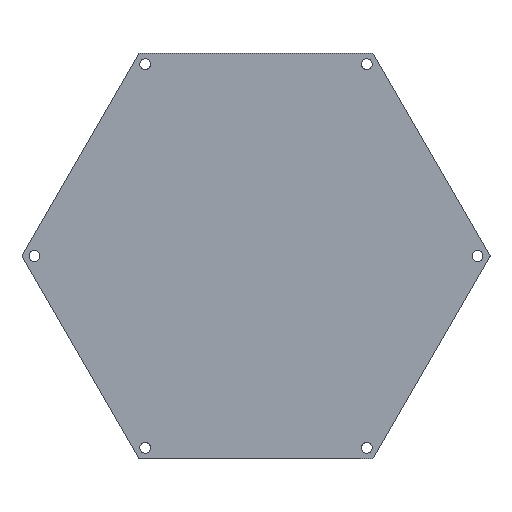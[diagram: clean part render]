
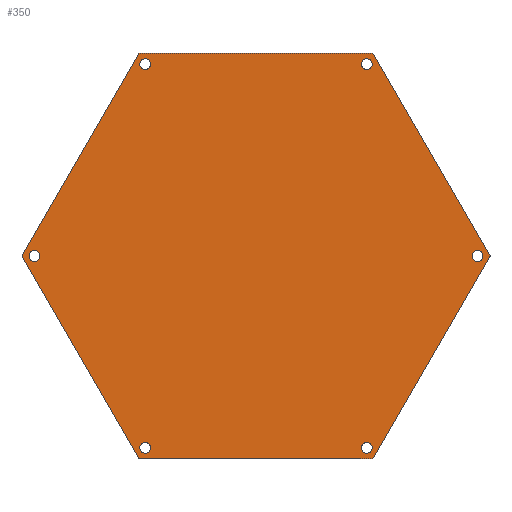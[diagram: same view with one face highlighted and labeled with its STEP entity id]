
A CAD part, top view. The second image highlights one B-rep face of the part: STEP entity #350.
In plain terms, the highlighted planar face has unit normal (0, 0, 1).
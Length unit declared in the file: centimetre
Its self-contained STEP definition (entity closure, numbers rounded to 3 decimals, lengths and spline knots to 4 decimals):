
#104=VECTOR('',#415,1.);
#108=VECTOR('',#420,1.);
#111=VECTOR('',#424,1.);
#114=VECTOR('',#428,1.);
#117=VECTOR('',#432,1.);
#120=VECTOR('',#436,1.);
#122=LINE('',#471,#104);
#126=LINE('',#480,#108);
#129=LINE('',#486,#111);
#132=LINE('',#492,#114);
#135=LINE('',#498,#117);
#138=LINE('',#504,#120);
#146=PLANE('',#376);
#149=VERTEX_POINT('',#444);
#151=VERTEX_POINT('',#449);
#153=VERTEX_POINT('',#454);
#155=VERTEX_POINT('',#459);
#157=VERTEX_POINT('',#464);
#159=VERTEX_POINT('',#469);
#160=VERTEX_POINT('',#472);
#161=VERTEX_POINT('',#473);
#164=VERTEX_POINT('',#481);
#166=VERTEX_POINT('',#487);
#168=VERTEX_POINT('',#493);
#170=VERTEX_POINT('',#499);
#173=CIRCLE('',#354,0.175);
#175=CIRCLE('',#357,0.175);
#177=CIRCLE('',#360,0.175);
#179=CIRCLE('',#363,0.175);
#181=CIRCLE('',#366,0.175);
#183=CIRCLE('',#369,0.175);
#185=EDGE_CURVE('',#149,#149,#173,.T.);
#187=EDGE_CURVE('',#151,#151,#175,.T.);
#189=EDGE_CURVE('',#153,#153,#177,.T.);
#191=EDGE_CURVE('',#155,#155,#179,.T.);
#193=EDGE_CURVE('',#157,#157,#181,.T.);
#195=EDGE_CURVE('',#159,#159,#183,.T.);
#196=EDGE_CURVE('',#160,#161,#122,.T.);
#200=EDGE_CURVE('',#161,#164,#126,.T.);
#203=EDGE_CURVE('',#164,#166,#129,.T.);
#206=EDGE_CURVE('',#166,#168,#132,.T.);
#209=EDGE_CURVE('',#168,#170,#135,.T.);
#212=EDGE_CURVE('',#170,#160,#138,.T.);
#250=ORIENTED_EDGE('',*,*,#185,.T.);
#251=ORIENTED_EDGE('',*,*,#187,.T.);
#252=ORIENTED_EDGE('',*,*,#189,.T.);
#253=ORIENTED_EDGE('',*,*,#191,.T.);
#254=ORIENTED_EDGE('',*,*,#193,.T.);
#255=ORIENTED_EDGE('',*,*,#195,.T.);
#256=ORIENTED_EDGE('',*,*,#196,.F.);
#257=ORIENTED_EDGE('',*,*,#212,.F.);
#258=ORIENTED_EDGE('',*,*,#209,.F.);
#259=ORIENTED_EDGE('',*,*,#206,.F.);
#260=ORIENTED_EDGE('',*,*,#203,.F.);
#261=ORIENTED_EDGE('',*,*,#200,.F.);
#292=EDGE_LOOP('',(#250));
#293=EDGE_LOOP('',(#251));
#294=EDGE_LOOP('',(#252));
#295=EDGE_LOOP('',(#253));
#296=EDGE_LOOP('',(#254));
#297=EDGE_LOOP('',(#255));
#298=EDGE_LOOP('',(#256,#257,#258,#259,#260,#261));
#324=FACE_BOUND('',#292,.T.);
#325=FACE_BOUND('',#293,.T.);
#326=FACE_BOUND('',#294,.T.);
#327=FACE_BOUND('',#295,.T.);
#328=FACE_BOUND('',#296,.T.);
#329=FACE_BOUND('',#297,.T.);
#330=FACE_BOUND('',#298,.T.);
#350=ADVANCED_FACE('',(#324,#325,#326,#327,#328,#329,#330),#146,.T.);
#354=AXIS2_PLACEMENT_3D('',#443,#382,#383);
#357=AXIS2_PLACEMENT_3D('',#448,#388,#389);
#360=AXIS2_PLACEMENT_3D('',#453,#394,#395);
#363=AXIS2_PLACEMENT_3D('',#458,#400,#401);
#366=AXIS2_PLACEMENT_3D('',#463,#406,#407);
#369=AXIS2_PLACEMENT_3D('',#468,#412,#413);
#376=AXIS2_PLACEMENT_3D('',#506,#438,$);
#382=DIRECTION('',(0.,0.,-1.));
#383=DIRECTION('',(0.087,-0.152,0.));
#388=DIRECTION('',(0.,0.,-1.));
#389=DIRECTION('',(-0.088,-0.152,0.));
#394=DIRECTION('',(0.,0.,-1.));
#395=DIRECTION('',(-0.175,0.,0.));
#400=DIRECTION('',(0.,0.,-1.));
#401=DIRECTION('',(-0.087,0.152,0.));
#406=DIRECTION('',(0.,0.,-1.));
#407=DIRECTION('',(0.087,0.152,0.));
#412=DIRECTION('',(0.,0.,-1.));
#413=DIRECTION('',(0.175,0.,0.));
#415=DIRECTION('',(-1.,0.,0.));
#420=DIRECTION('',(-0.5,0.866,0.));
#424=DIRECTION('',(0.5,0.866,0.));
#428=DIRECTION('',(1.,0.,0.));
#432=DIRECTION('',(0.5,-0.866,0.));
#436=DIRECTION('',(-0.5,-0.866,0.));
#438=DIRECTION('',(0.,0.,1.));
#443=CARTESIAN_POINT('',(-3.55,-6.1488,0.1588));
#444=CARTESIAN_POINT('',(-3.6375,-5.9972,0.1588));
#448=CARTESIAN_POINT('',(-7.1,0.,0.1588));
#449=CARTESIAN_POINT('',(-7.0125,0.1516,0.1588));
#453=CARTESIAN_POINT('',(-3.55,6.1488,0.1588));
#454=CARTESIAN_POINT('',(-3.375,6.1488,0.1588));
#458=CARTESIAN_POINT('',(3.55,6.1488,0.1588));
#459=CARTESIAN_POINT('',(3.6375,5.9972,0.1588));
#463=CARTESIAN_POINT('',(7.1,0.,0.1588));
#464=CARTESIAN_POINT('',(7.0125,-0.1516,0.1588));
#468=CARTESIAN_POINT('',(3.55,-6.1488,0.1588));
#469=CARTESIAN_POINT('',(3.375,-6.1488,0.1588));
#471=CARTESIAN_POINT('',(-3.75,-6.4952,0.1588));
#472=CARTESIAN_POINT('',(3.75,-6.4952,0.1588));
#473=CARTESIAN_POINT('',(-3.75,-6.4952,0.1588));
#480=CARTESIAN_POINT('',(-7.5,0.,0.1588));
#481=CARTESIAN_POINT('',(-7.5,0.,0.1588));
#486=CARTESIAN_POINT('',(-3.75,6.4952,0.1588));
#487=CARTESIAN_POINT('',(-3.75,6.4952,0.1588));
#492=CARTESIAN_POINT('',(3.75,6.4952,0.1588));
#493=CARTESIAN_POINT('',(3.75,6.4952,0.1588));
#498=CARTESIAN_POINT('',(7.5,0.,0.1588));
#499=CARTESIAN_POINT('',(7.5,0.,0.1588));
#504=CARTESIAN_POINT('',(3.75,-6.4952,0.1588));
#506=CARTESIAN_POINT('',(0.,0.,0.1588));
